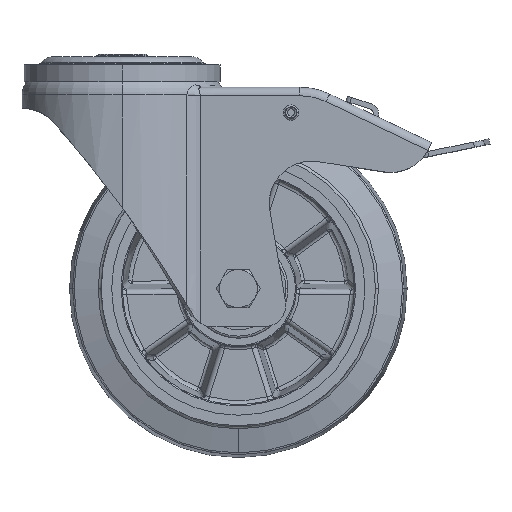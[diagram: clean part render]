
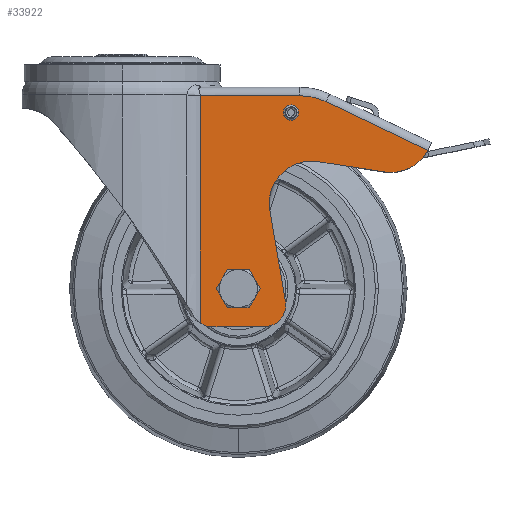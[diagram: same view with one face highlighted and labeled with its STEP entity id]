
A CAD part, top view. The second image highlights one B-rep face of the part: STEP entity #33922.
In plain terms, the highlighted planar face has unit normal (0, 0, 1).
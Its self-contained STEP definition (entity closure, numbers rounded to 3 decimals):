
#198 = LINE ( 'NONE', #39503, #29291 ) ;
#389 = CIRCLE ( 'NONE', #40904, 10. ) ;
#646 = DIRECTION ( 'NONE',  ( 1., 0., 0. ) ) ;
#742 = PLANE ( 'NONE',  #61408 ) ;
#748 = CARTESIAN_POINT ( 'NONE',  ( 42.504, -119., 34. ) ) ;
#1501 = DIRECTION ( 'NONE',  ( -1., 0., 0. ) ) ;
#2706 = ORIENTED_EDGE ( 'NONE', *, *, #32949, .F. ) ;
#2868 = EDGE_CURVE ( 'NONE', #58662, #28656, #8068, .T. ) ;
#3778 = CIRCLE ( 'NONE', #51054, 2.6 ) ;
#4704 = ORIENTED_EDGE ( 'NONE', *, *, #80584, .F. ) ;
#7003 = ORIENTED_EDGE ( 'NONE', *, *, #10477, .F. ) ;
#7086 = DIRECTION ( 'NONE',  ( 0., -1., 0. ) ) ;
#7254 = B_SPLINE_CURVE_WITH_KNOTS ( 'NONE', 3,
 ( #55171, #80945, #23007, #48834 ),
 .UNSPECIFIED., .F., .F.,
 ( 4, 4 ),
 ( 0., 1. ),
 .UNSPECIFIED. ) ;
#7323 = CARTESIAN_POINT ( 'NONE',  ( 84.103, -48.6, 34. ) ) ;
#8002 = VECTOR ( 'NONE', #33016, 1000. ) ;
#8068 = LINE ( 'NONE', #72380, #8002 ) ;
#9786 = ORIENTED_EDGE ( 'NONE', *, *, #2868, .F. ) ;
#9997 = LINE ( 'NONE', #54397, #66936 ) ;
#10477 = EDGE_CURVE ( 'NONE', #33806, #66114, #60568, .T. ) ;
#10756 = CARTESIAN_POINT ( 'NONE',  ( 92.741, -50.836, 34. ) ) ;
#11108 = ORIENTED_EDGE ( 'NONE', *, *, #29731, .F. ) ;
#12309 = ORIENTED_EDGE ( 'NONE', *, *, #75131, .F. ) ;
#13020 = FACE_BOUND ( 'NONE', #34407, .T. ) ;
#13375 = EDGE_CURVE ( 'NONE', #71617, #29557, #27277, .T. ) ;
#14306 = CARTESIAN_POINT ( 'NONE',  ( 127.267, -35.95, 34. ) ) ;
#14695 = CIRCLE ( 'NONE', #62053, 6.1 ) ;
#14886 = VERTEX_POINT ( 'NONE', #58116 ) ;
#18005 = DIRECTION ( 'NONE',  ( 0., 0., 1. ) ) ;
#18088 = CARTESIAN_POINT ( 'NONE',  ( 69.962, -73.965, 34. ) ) ;
#20173 = DIRECTION ( 'NONE',  ( 0., 0., -1. ) ) ;
#22476 = CIRCLE ( 'NONE', #69813, 6.1 ) ;
#22780 = ORIENTED_EDGE ( 'NONE', *, *, #70230, .F. ) ;
#23007 = CARTESIAN_POINT ( 'NONE',  ( 37.016, -91.44, 34. ) ) ;
#23236 = CARTESIAN_POINT ( 'NONE',  ( 84.103, -19.6, 34. ) ) ;
#24273 = CIRCLE ( 'NONE', #25574, 10. ) ;
#25574 = AXIS2_PLACEMENT_3D ( 'NONE', #748, #20173, #40038 ) ;
#25992 = DIRECTION ( 'NONE',  ( -1., 0., 0. ) ) ;
#27277 = LINE ( 'NONE', #59477, #54461 ) ;
#27362 = FACE_BOUND ( 'NONE', #42861, .T. ) ;
#27873 = EDGE_CURVE ( 'NONE', #71617, #42023, #54165, .T. ) ;
#28456 = VECTOR ( 'NONE', #49848, 1000. ) ;
#28656 = VERTEX_POINT ( 'NONE', #10756 ) ;
#29291 = VECTOR ( 'NONE', #25992, 1000. ) ;
#29458 = DIRECTION ( 'NONE',  ( 1., 0., 0. ) ) ;
#29557 = VERTEX_POINT ( 'NONE', #39980 ) ;
#29731 = EDGE_CURVE ( 'NONE', #42023, #31528, #9997, .T. ) ;
#29999 = CARTESIAN_POINT ( 'NONE',  ( 82.6, -27.6, 34. ) ) ;
#30788 = CARTESIAN_POINT ( 'NONE',  ( 96.588, -22.425, 34. ) ) ;
#31528 = VERTEX_POINT ( 'NONE', #49444 ) ;
#32336 = VERTEX_POINT ( 'NONE', #40911 ) ;
#32949 = EDGE_CURVE ( 'NONE', #32336, #42771, #14695, .T. ) ;
#33016 = DIRECTION ( 'NONE',  ( -0.988, 0.153, 0. ) ) ;
#33228 = DIRECTION ( 'NONE',  ( 0., 0., 1. ) ) ;
#33806 = VERTEX_POINT ( 'NONE', #29999 ) ;
#33922 = ADVANCED_FACE ( 'NONE', ( #27362, #13020, #53195 ), #742, .T. ) ;
#33981 = DIRECTION ( 'NONE',  ( 0., 0., 1. ) ) ;
#34387 = VERTEX_POINT ( 'NONE', #79112 ) ;
#34407 = EDGE_LOOP ( 'NONE', ( #4704, #2706 ) ) ;
#34725 = CIRCLE ( 'NONE', #61721, 20. ) ;
#35146 = ORIENTED_EDGE ( 'NONE', *, *, #13375, .T. ) ;
#35480 = CARTESIAN_POINT ( 'NONE',  ( 48.9, -111., 34. ) ) ;
#37511 = ORIENTED_EDGE ( 'NONE', *, *, #27873, .F. ) ;
#39503 = CARTESIAN_POINT ( 'NONE',  ( 67.504, -129., 34. ) ) ;
#39980 = CARTESIAN_POINT ( 'NONE',  ( 37.015, -19.6, 34. ) ) ;
#40038 = DIRECTION ( 'NONE',  ( 0., -1., 0. ) ) ;
#40442 = CARTESIAN_POINT ( 'NONE',  ( 42.504, -119., 34. ) ) ;
#40579 = ORIENTED_EDGE ( 'NONE', *, *, #65375, .F. ) ;
#40686 = DIRECTION ( 'NONE',  ( 0.153, 0.988, 0. ) ) ;
#40904 = AXIS2_PLACEMENT_3D ( 'NONE', #40442, #65069, #7086 ) ;
#40911 = CARTESIAN_POINT ( 'NONE',  ( 61.1, -111., 34. ) ) ;
#42023 = VERTEX_POINT ( 'NONE', #30788 ) ;
#42771 = VERTEX_POINT ( 'NONE', #35480 ) ;
#42861 = EDGE_LOOP ( 'NONE', ( #12309, #7003 ) ) ;
#44209 = DIRECTION ( 'NONE',  ( -1., 0., 0. ) ) ;
#45710 = AXIS2_PLACEMENT_3D ( 'NONE', #81124, #61278, #80269 ) ;
#45725 = EDGE_CURVE ( 'NONE', #28656, #14886, #54941, .T. ) ;
#46053 = DIRECTION ( 'NONE',  ( 0.88, -0.475, 0. ) ) ;
#46543 = ORIENTED_EDGE ( 'NONE', *, *, #67092, .T. ) ;
#48113 = ORIENTED_EDGE ( 'NONE', *, *, #68392, .F. ) ;
#48834 = CARTESIAN_POINT ( 'NONE',  ( 37.017, -127.36, 34. ) ) ;
#48891 = DIRECTION ( 'NONE',  ( 0.903, -0.431, 0. ) ) ;
#49444 = CARTESIAN_POINT ( 'NONE',  ( 144.865, -45.452, 34. ) ) ;
#49644 = VERTEX_POINT ( 'NONE', #51214 ) ;
#49755 = DIRECTION ( 'NONE',  ( 0., 0., 1. ) ) ;
#49773 = DIRECTION ( 'NONE',  ( 0., 0., -1. ) ) ;
#49794 = CIRCLE ( 'NONE', #45710, 10. ) ;
#49848 = DIRECTION ( 'NONE',  ( 0.168, -0.986, 0. ) ) ;
#50073 = CARTESIAN_POINT ( 'NONE',  ( 67.504, -129., 34. ) ) ;
#50393 = EDGE_LOOP ( 'NONE', ( #65235, #22780, #60563, #9786, #52124, #11108, #37511, #35146, #46543, #48113, #40579, #56898 ) ) ;
#51054 = AXIS2_PLACEMENT_3D ( 'NONE', #72001, #65241, #66073 ) ;
#51214 = CARTESIAN_POINT ( 'NONE',  ( 42.504, -129., 34. ) ) ;
#52124 = ORIENTED_EDGE ( 'NONE', *, *, #57061, .F. ) ;
#52216 = AXIS2_PLACEMENT_3D ( 'NONE', #71203, #33981, #40686 ) ;
#53088 = CARTESIAN_POINT ( 'NONE',  ( 80., -27.6, 34. ) ) ;
#53195 = FACE_OUTER_BOUND ( 'NONE', #50393, .T. ) ;
#53637 = CARTESIAN_POINT ( 'NONE',  ( 77.4, -27.6, 34. ) ) ;
#54165 = CIRCLE ( 'NONE', #65000, 29. ) ;
#54397 = CARTESIAN_POINT ( 'NONE',  ( 96.588, -22.425, 34. ) ) ;
#54461 = VECTOR ( 'NONE', #1501, 1000. ) ;
#54941 = CIRCLE ( 'NONE', #52216, 20. ) ;
#55171 = CARTESIAN_POINT ( 'NONE',  ( 37.015, -19.6, 34. ) ) ;
#55287 = CARTESIAN_POINT ( 'NONE',  ( 0., -165.6, 34. ) ) ;
#55801 = LINE ( 'NONE', #18088, #28456 ) ;
#56539 = VERTEX_POINT ( 'NONE', #69714 ) ;
#56898 = ORIENTED_EDGE ( 'NONE', *, *, #58078, .F. ) ;
#57061 = EDGE_CURVE ( 'NONE', #31528, #58662, #34725, .T. ) ;
#57524 = CARTESIAN_POINT ( 'NONE',  ( 77.362, -117.317, 34. ) ) ;
#58078 = EDGE_CURVE ( 'NONE', #71771, #34387, #198, .T. ) ;
#58116 = CARTESIAN_POINT ( 'NONE',  ( 69.962, -73.965, 34. ) ) ;
#58662 = VERTEX_POINT ( 'NONE', #77271 ) ;
#59477 = CARTESIAN_POINT ( 'NONE',  ( 84.103, -19.6, 34. ) ) ;
#60563 = ORIENTED_EDGE ( 'NONE', *, *, #45725, .F. ) ;
#60568 = CIRCLE ( 'NONE', #65926, 2.6 ) ;
#61278 = DIRECTION ( 'NONE',  ( 0., 0., -1. ) ) ;
#61355 = VERTEX_POINT ( 'NONE', #57524 ) ;
#61408 = AXIS2_PLACEMENT_3D ( 'NONE', #55287, #73112, #29458 ) ;
#61721 = AXIS2_PLACEMENT_3D ( 'NONE', #14306, #64710, #46053 ) ;
#62053 = AXIS2_PLACEMENT_3D ( 'NONE', #76004, #18005, #72136 ) ;
#63731 = DIRECTION ( 'NONE',  ( 0., 1., 0. ) ) ;
#64710 = DIRECTION ( 'NONE',  ( 0., 0., -1. ) ) ;
#65000 = AXIS2_PLACEMENT_3D ( 'NONE', #7323, #49773, #63731 ) ;
#65069 = DIRECTION ( 'NONE',  ( 0., 0., -1. ) ) ;
#65235 = ORIENTED_EDGE ( 'NONE', *, *, #83467, .F. ) ;
#65241 = DIRECTION ( 'NONE',  ( 0., 0., 1. ) ) ;
#65375 = EDGE_CURVE ( 'NONE', #34387, #49644, #24273, .T. ) ;
#65926 = AXIS2_PLACEMENT_3D ( 'NONE', #53088, #33228, #646 ) ;
#66073 = DIRECTION ( 'NONE',  ( -1., 0., 0. ) ) ;
#66114 = VERTEX_POINT ( 'NONE', #53637 ) ;
#66936 = VECTOR ( 'NONE', #48891, 1000. ) ;
#67092 = EDGE_CURVE ( 'NONE', #29557, #56539, #7254, .T. ) ;
#68392 = EDGE_CURVE ( 'NONE', #49644, #56539, #389, .T. ) ;
#69714 = CARTESIAN_POINT ( 'NONE',  ( 37.017, -127.36, 34. ) ) ;
#69813 = AXIS2_PLACEMENT_3D ( 'NONE', #70492, #49755, #44209 ) ;
#70230 = EDGE_CURVE ( 'NONE', #14886, #61355, #55801, .T. ) ;
#70492 = CARTESIAN_POINT ( 'NONE',  ( 55., -111., 34. ) ) ;
#71203 = CARTESIAN_POINT ( 'NONE',  ( 89.677, -70.6, 34. ) ) ;
#71617 = VERTEX_POINT ( 'NONE', #23236 ) ;
#71771 = VERTEX_POINT ( 'NONE', #50073 ) ;
#72001 = CARTESIAN_POINT ( 'NONE',  ( 80., -27.6, 34. ) ) ;
#72136 = DIRECTION ( 'NONE',  ( 1., 0., 0. ) ) ;
#72380 = CARTESIAN_POINT ( 'NONE',  ( 124.202, -55.714, 34. ) ) ;
#73112 = DIRECTION ( 'NONE',  ( 0., 0., 1. ) ) ;
#75131 = EDGE_CURVE ( 'NONE', #66114, #33806, #3778, .T. ) ;
#76004 = CARTESIAN_POINT ( 'NONE',  ( 55., -111., 34. ) ) ;
#77271 = CARTESIAN_POINT ( 'NONE',  ( 124.202, -55.714, 34. ) ) ;
#79112 = CARTESIAN_POINT ( 'NONE',  ( 42.504, -129., 34. ) ) ;
#80269 = DIRECTION ( 'NONE',  ( 0.986, 0.168, 0. ) ) ;
#80584 = EDGE_CURVE ( 'NONE', #42771, #32336, #22476, .T. ) ;
#80945 = CARTESIAN_POINT ( 'NONE',  ( 37.016, -55.52, 34. ) ) ;
#81124 = CARTESIAN_POINT ( 'NONE',  ( 67.504, -119., 34. ) ) ;
#83467 = EDGE_CURVE ( 'NONE', #61355, #71771, #49794, .T. ) ;
